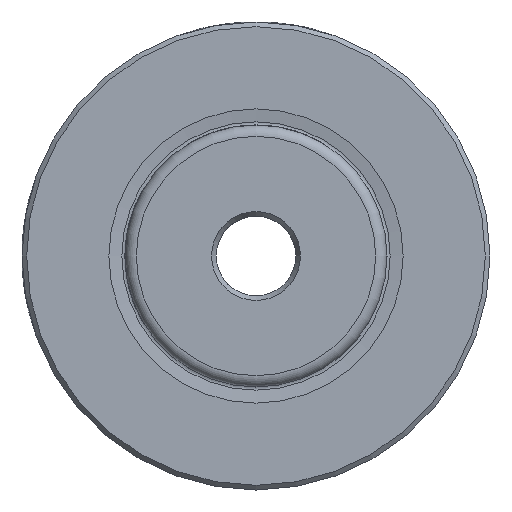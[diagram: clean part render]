
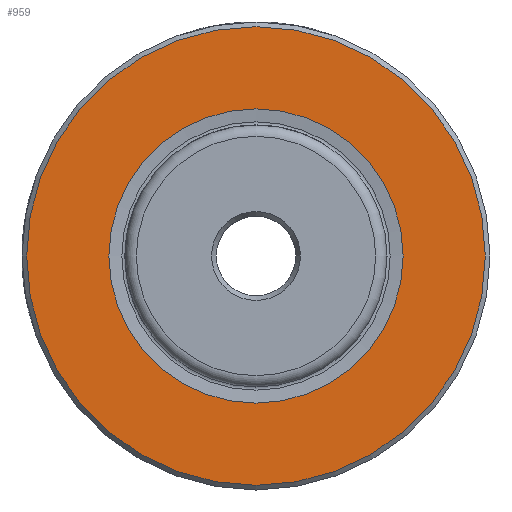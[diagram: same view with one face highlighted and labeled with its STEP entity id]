
A CAD part, left-side view. The second image highlights one B-rep face of the part: STEP entity #959.
In plain terms, the highlighted planar face has unit normal (-1, 0, 0).
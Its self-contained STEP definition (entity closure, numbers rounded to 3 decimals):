
#76 = DIRECTION ( 'NONE',  ( 0., 0., 1. ) ) ;
#187 = ORIENTED_EDGE ( 'NONE', *, *, #768, .T. ) ;
#231 = CIRCLE ( 'NONE', #1080, 24.5 ) ;
#244 = FACE_BOUND ( 'NONE', #393, .T. ) ;
#327 = VERTEX_POINT ( 'NONE', #370 ) ;
#370 = CARTESIAN_POINT ( 'NONE',  ( 0., 0., 24.5 ) ) ;
#393 = EDGE_LOOP ( 'NONE', ( #1238 ) ) ;
#432 = DIRECTION ( 'NONE',  ( -1., 0., 0. ) ) ;
#537 = CARTESIAN_POINT ( 'NONE',  ( 0., 0., 15.715 ) ) ;
#552 = DIRECTION ( 'NONE',  ( -1., 0., 0. ) ) ;
#725 = PLANE ( 'NONE',  #1266 ) ;
#730 = DIRECTION ( 'NONE',  ( 0., 0., -1. ) ) ;
#734 = VERTEX_POINT ( 'NONE', #537 ) ;
#768 = EDGE_CURVE ( 'NONE', #327, #327, #231, .T. ) ;
#833 = AXIS2_PLACEMENT_3D ( 'NONE', #911, #432, #1673 ) ;
#911 = CARTESIAN_POINT ( 'NONE',  ( 0., 0., 0. ) ) ;
#913 = EDGE_CURVE ( 'NONE', #734, #734, #1936, .T. ) ;
#959 = ADVANCED_FACE ( 'NONE', ( #244, #1455 ), #725, .F. ) ;
#1044 = CARTESIAN_POINT ( 'NONE',  ( 0., 0., 0. ) ) ;
#1080 = AXIS2_PLACEMENT_3D ( 'NONE', #1044, #552, #76 ) ;
#1238 = ORIENTED_EDGE ( 'NONE', *, *, #913, .F. ) ;
#1266 = AXIS2_PLACEMENT_3D ( 'NONE', #1836, #1368, #730 ) ;
#1368 = DIRECTION ( 'NONE',  ( 1., 0., 0. ) ) ;
#1455 = FACE_OUTER_BOUND ( 'NONE', #1526, .T. ) ;
#1526 = EDGE_LOOP ( 'NONE', ( #187 ) ) ;
#1673 = DIRECTION ( 'NONE',  ( 0., 0., 1. ) ) ;
#1836 = CARTESIAN_POINT ( 'NONE',  ( 0., 15.715, 0. ) ) ;
#1936 = CIRCLE ( 'NONE', #833, 15.715 ) ;
